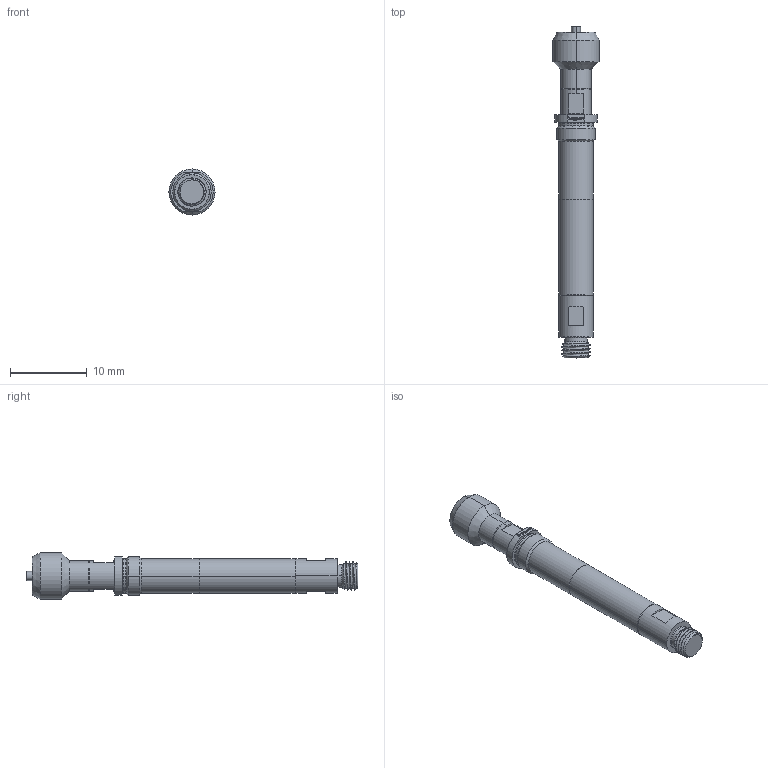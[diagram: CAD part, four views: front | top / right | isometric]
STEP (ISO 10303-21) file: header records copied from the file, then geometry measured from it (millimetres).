
FILE_DESCRIPTION (( 'STEP AP203' ), '1' );
FILE_NAME ('INGUN_HFS-890_343_118_A_xx42_F_M.STEP', '2022-05-05T08:52:04', ( 'ochi' ), ( '' ), 'SwSTEP 2.0', 'SolidWorks 2018', '' );
FILE_SCHEMA (( 'CONFIG_CONTROL_DESIGN' ));
Length unit declared in the file: millimetre
Products named in the file (1): INGUN_HFS-890_343_118_A_xx42_F_M
Bounding box: 6 x 43.24 x 6 mm (x, y, z)
Volume: 640.3 mm3; surface area: 769.3 mm2
Topology: 1 solids, 1 shells, 178 faces, 421 edges, 263 vertices
Faces by surface type: plane 63, cylinder 51, cone 29, bspline 23, torus 10, sphere 2
Entity records: 7068 total; most frequent: CARTESIAN_POINT 3052, ORIENTED_EDGE 838, DIRECTION 768, EDGE_CURVE 419, AXIS2_PLACEMENT_3D 292, VERTEX_POINT 263, EDGE_LOOP 198, VECTOR 184
